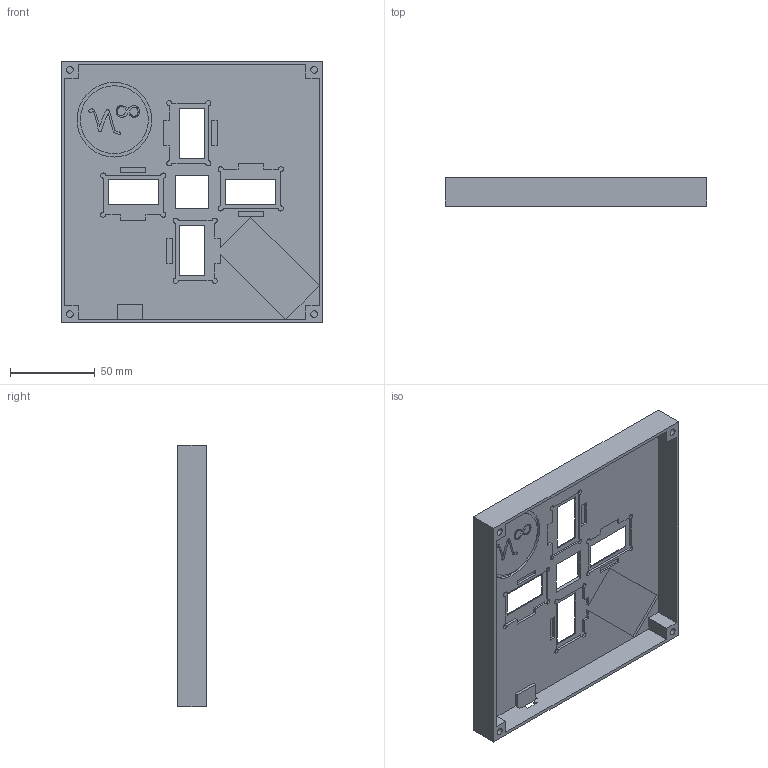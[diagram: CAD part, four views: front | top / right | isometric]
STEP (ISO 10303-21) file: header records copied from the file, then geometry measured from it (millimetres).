
FILE_DESCRIPTION((''),'2;1');
FILE_NAME('OLOGRAM','2022-11-26T11:52:31',('alexb'),(''),'CREO PARAMETRIC BY PTC INC, 2022164','CREO PARAMETRIC BY PTC INC, 2022164','');
FILE_SCHEMA(('CONFIG_CONTROL_DESIGN'));
Length unit declared in the file: millimetre
Products named in the file (1): OLOGRAM
Bounding box: 154 x 16.96 x 154 mm (x, y, z)
Volume: 58424.3 mm3; surface area: 65232.3 mm2
Topology: 1 solids, 1 shells, 176 faces, 465 edges, 308 vertices
Faces by surface type: plane 122, cylinder 28, extrusion 26
Entity records: 5896 total; most frequent: CARTESIAN_POINT 1510, ORIENTED_EDGE 930, DIRECTION 795, EDGE_CURVE 465, VECTOR 383, LINE 357, VERTEX_POINT 308, AXIS2_PLACEMENT_3D 206
